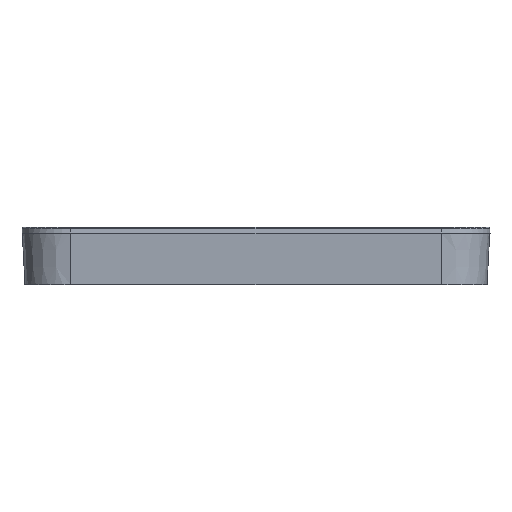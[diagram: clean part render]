
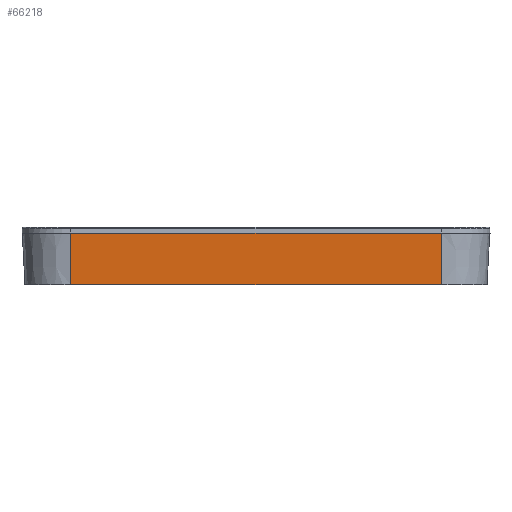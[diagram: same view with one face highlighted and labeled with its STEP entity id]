
A CAD part, front view. The second image highlights one B-rep face of the part: STEP entity #66218.
In plain terms, the highlighted face is planar.
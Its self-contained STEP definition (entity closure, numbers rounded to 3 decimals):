
#353=DIRECTION('',(-1.,0.,0.));
#354=VECTOR('',#353,64.5);
#355=CARTESIAN_POINT('',(32.25,0.,40.228));
#356=LINE('3436',#355,#354);
#360=DIRECTION('',(0.,0.999,0.052));
#361=VECTOR('',#360,9.012);
#362=CARTESIAN_POINT('',(32.25,0.,40.228));
#363=LINE('3444',#362,#361);
#375=DIRECTION('',(0.,0.999,0.052));
#376=VECTOR('',#375,9.012);
#377=CARTESIAN_POINT('',(-32.25,0.,40.228));
#378=LINE('3445',#377,#376);
#448=DIRECTION('',(-1.,0.,0.));
#449=VECTOR('',#448,64.5);
#450=CARTESIAN_POINT('',(32.25,9.,40.7));
#451=LINE('3426',#450,#449);
#59185=CARTESIAN_POINT('',(32.25,9.,40.7));
#59186=VERTEX_POINT('',#59185);
#59187=CARTESIAN_POINT('',(-32.25,9.,40.7));
#59188=VERTEX_POINT('',#59187);
#59201=CARTESIAN_POINT('',(32.25,0.,40.228));
#59202=VERTEX_POINT('',#59201);
#59203=CARTESIAN_POINT('',(-32.25,0.,40.228));
#59204=VERTEX_POINT('',#59203);
#66205=CARTESIAN_POINT('',(32.25,9.,40.7));
#66206=DIRECTION('',(0.,0.052,-0.999));
#66207=DIRECTION('',(-1.,0.,0.));
#66208=AXIS2_PLACEMENT_3D('',#66205,#66206,#66207);
#66209=PLANE('3385',#66208);
#66210=ORIENTED_EDGE('3436',*,*,#66135,.T.);
#66212=ORIENTED_EDGE('3445',*,*,#66211,.T.);
#66214=ORIENTED_EDGE('3426',*,*,#66213,.F.);
#66215=ORIENTED_EDGE('3444',*,*,#66197,.F.);
#66216=EDGE_LOOP('3385',(#66210,#66212,#66214,#66215));
#66217=FACE_OUTER_BOUND('3385',#66216,.F.);
#66218=ADVANCED_FACE('3385',(#66217),#66209,.F.);
#66135=EDGE_CURVE('3436',#59202,#59204,#356,.T.);
#66197=EDGE_CURVE('3444',#59202,#59186,#363,.T.);
#66211=EDGE_CURVE('3445',#59204,#59188,#378,.T.);
#66213=EDGE_CURVE('3426',#59186,#59188,#451,.T.);
